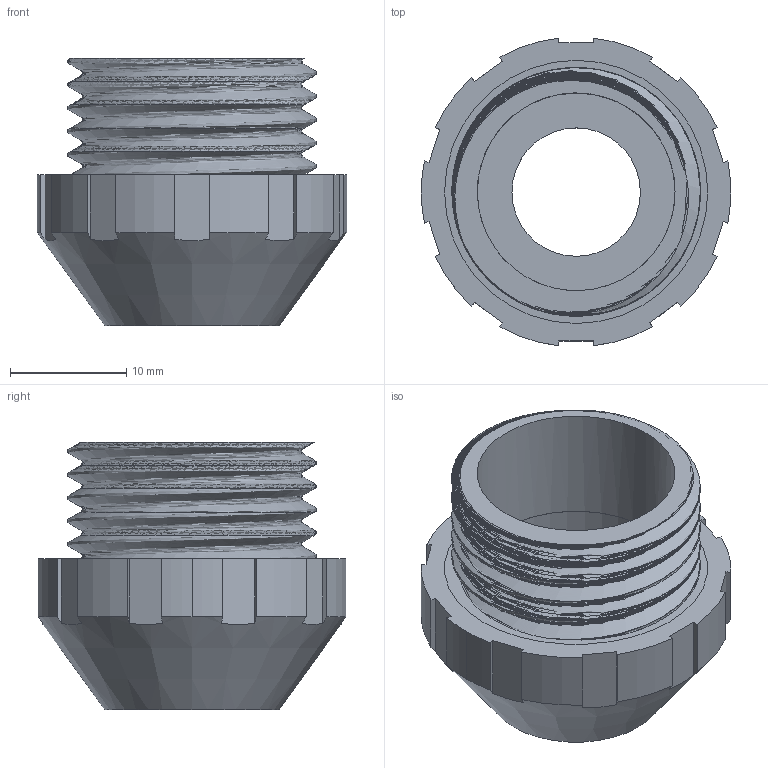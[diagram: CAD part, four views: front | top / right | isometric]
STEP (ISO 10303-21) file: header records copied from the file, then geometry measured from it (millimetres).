
FILE_DESCRIPTION(('FreeCAD Model'),'2;1');
FILE_NAME('Open CASCADE Shape Model','2024-09-06T22:19:38',(''),(''), 'Open CASCADE STEP processor 7.6','FreeCAD','Unknown');
FILE_SCHEMA(('AUTOMOTIVE_DESIGN { 1 0 10303 214 1 1 1 1 }'));
Length unit declared in the file: millimetre
Products named in the file (3): Housing_M; Body_Male; Body_Male_Thread
Assembly tree (2 placements, depth 2):
  Housing_M
    Body_Male
    Body_Male_Thread
Bounding box: 26.59 x 26.46 x 23 mm (x, y, z)
Volume: 4089.8 mm3; surface area: 4010 mm2
Topology: 2 solids, 2 shells, 61 faces, 156 edges, 101 vertices
Faces by surface type: plane 36, cylinder 15, bspline 6, cone 2, torus 2
Full cylindrical faces by diameter (mm): 11.041 x1, 17 x1, 17.025 x2
Entity records: 13213 total; most frequent: CARTESIAN_POINT 11643, DIRECTION 323, ORIENTED_EDGE 312, EDGE_CURVE 156, AXIS2_PLACEMENT_3D 123, VERTEX_POINT 101, LINE 77, VECTOR 77
